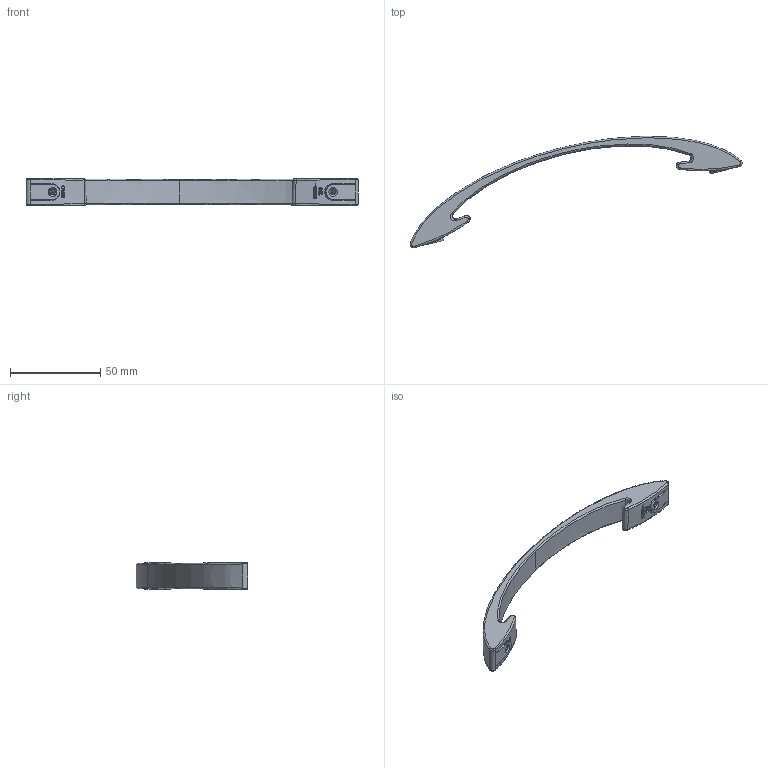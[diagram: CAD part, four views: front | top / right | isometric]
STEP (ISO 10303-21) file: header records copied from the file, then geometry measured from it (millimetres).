
FILE_DESCRIPTION(('Creo Elements/Direct Modeling STEP Export'),'2;1');
FILE_NAME('2502-189.stp','2020-09-08T12:06:38',(''),(''),'Creo Elements/Direct Modeling STEP processor for AP214 (Solid Model)','Creo Elements/Direct Modeling 20.0 12-Nov-2016 (C) Parametric Technology GmbH','');
FILE_SCHEMA(('AUTOMOTIVE_DESIGN { 1 0 10303 214 1 1 1 1 }'));
Length unit declared in the file: millimetre
Products named in the file (2): ZN-11032
Assembly tree (1 placements, depth 2):
  ZN-11032
    ZN-11032
Bounding box: 183.73 x 61.61 x 14.97 mm (x, y, z)
Volume: 21266.4 mm3; surface area: 9703.9 mm2
Topology: 1 solids, 1 shells, 659 faces, 1867 edges, 1228 vertices
Faces by surface type: plane 583, bspline 38, extrusion 14, cylinder 14, cone 10
Entity records: 35130 total; most frequent: CARTESIAN_POINT 19965, ORIENTED_EDGE 3726, DIRECTION 2470, EDGE_CURVE 1863, VECTOR 1228, VERTEX_POINT 1228, LINE 1220, EDGE_LOOP 681
